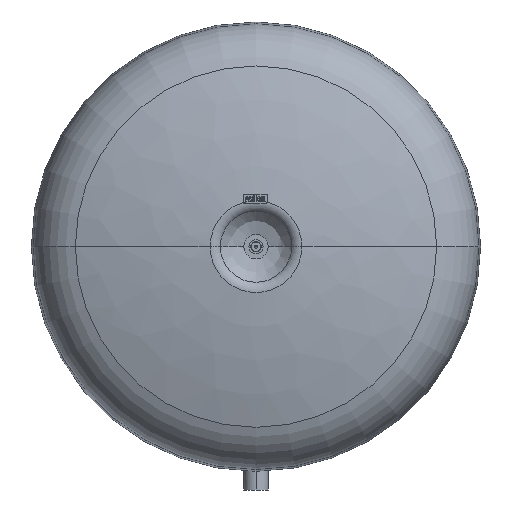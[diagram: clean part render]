
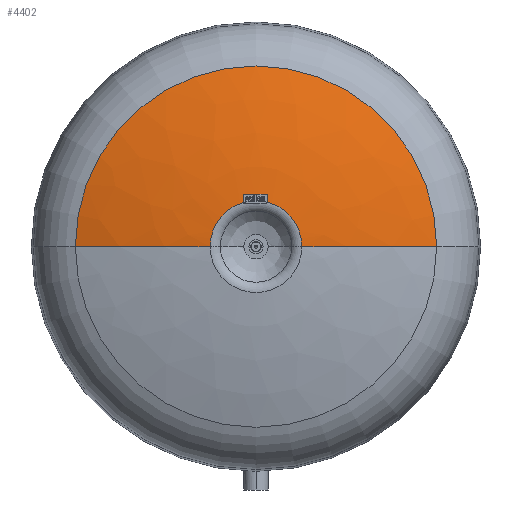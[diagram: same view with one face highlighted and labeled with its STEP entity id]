
A CAD part, front view. The second image highlights one B-rep face of the part: STEP entity #4402.
In plain terms, the highlighted free-form (B-spline) face has degree [2, 2] with [3, 9] control points.
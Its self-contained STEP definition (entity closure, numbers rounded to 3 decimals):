
#3830=CARTESIAN_POINT('',(49.,-146.,260.));
#3831=VERTEX_POINT('',#3830);
#3846=CARTESIAN_POINT('',(-49.,-146.,260.));
#3847=VERTEX_POINT('',#3846);
#3900=CARTESIAN_POINT('',(193.,-118.,260.));
#3901=VERTEX_POINT('',#3900);
#3902=CARTESIAN_POINT('',(-0.352,492.094,260.));
#3903=DIRECTION('',(0.0,0.0,1.0));
#3904=DIRECTION('',(1.0,0.0,0.0));
#3905=AXIS2_PLACEMENT_3D('',#3902,#3903,#3904);
#3906=CIRCLE('',#3905,640.0);
#3907=EDGE_CURVE('',#3831,#3901,#3906,.T.);
#3910=CARTESIAN_POINT('',(-193.,-118.,260.));
#3911=VERTEX_POINT('',#3910);
#3912=CARTESIAN_POINT('',(0.352,492.094,260.));
#3913=DIRECTION('',(0.0,0.0,-1.0));
#3914=DIRECTION('',(-1.0,0.0,0.0));
#3915=AXIS2_PLACEMENT_3D('',#3912,#3913,#3914);
#3916=CIRCLE('',#3915,640.0);
#3917=EDGE_CURVE('',#3847,#3911,#3916,.T.);
#4326=CARTESIAN_POINT('',(0.,-118.,453.));
#4327=VERTEX_POINT('',#4326);
#4328=CARTESIAN_POINT('',(0.,-118.,260.));
#4329=DIRECTION('',(0.0,-1.0,0.0));
#4330=DIRECTION('',(0.0,0.0,1.0));
#4331=AXIS2_PLACEMENT_3D('',#4328,#4329,#4330);
#4332=CIRCLE('',#4331,193.);
#4333=EDGE_CURVE('',#4327,#3911,#4332,.T.);
#4335=CARTESIAN_POINT('',(0.,-118.,260.));
#4336=DIRECTION('',(0.0,-1.0,0.0));
#4337=DIRECTION('',(0.0,0.0,1.0));
#4338=AXIS2_PLACEMENT_3D('',#4335,#4336,#4337);
#4339=CIRCLE('',#4338,193.);
#4340=EDGE_CURVE('',#3901,#4327,#4339,.T.);
#4345=CARTESIAN_POINT('',(-193.,-118.,260.));
#4346=CARTESIAN_POINT('',(-122.615,-140.306,260.));
#4347=CARTESIAN_POINT('',(-49.,-146.,260.));
#4348=CARTESIAN_POINT('',(-193.,-118.,453.));
#4349=CARTESIAN_POINT('',(-122.615,-140.306,382.615));
#4350=CARTESIAN_POINT('',(-49.,-146.,309.));
#4351=CARTESIAN_POINT('',(0.,-118.,453.));
#4352=CARTESIAN_POINT('',(0.,-140.306,382.615));
#4353=CARTESIAN_POINT('',(0.,-146.,309.));
#4354=CARTESIAN_POINT('',(193.,-118.,453.));
#4355=CARTESIAN_POINT('',(122.615,-140.306,382.615));
#4356=CARTESIAN_POINT('',(49.,-146.,309.));
#4357=CARTESIAN_POINT('',(193.,-118.,260.0));
#4358=CARTESIAN_POINT('',(122.615,-140.306,260.0));
#4359=CARTESIAN_POINT('',(49.,-146.,260.));
#4360=CARTESIAN_POINT('',(193.,-118.,67.));
#4361=CARTESIAN_POINT('',(122.615,-140.306,137.385));
#4362=CARTESIAN_POINT('',(49.,-146.,211.));
#4363=CARTESIAN_POINT('',(0.,-118.,67.));
#4364=CARTESIAN_POINT('',(0.,-140.306,137.385));
#4365=CARTESIAN_POINT('',(0.,-146.,211.));
#4366=CARTESIAN_POINT('',(-193.,-118.,67.));
#4367=CARTESIAN_POINT('',(-122.615,-140.306,137.385));
#4368=CARTESIAN_POINT('',(-49.,-146.,211.));
#4369=CARTESIAN_POINT('',(-193.,-118.,260.));
#4370=CARTESIAN_POINT('',(-122.615,-140.306,260.));
#4371=CARTESIAN_POINT('',(-49.,-146.,260.));
#4379=(BOUNDED_SURFACE()B_SPLINE_SURFACE(2,2,((#4345,#4348,#4351,#4354,#4357,#4360,#4363,#4366,#4369),(#4346,#4349,#4352,#4355,#4358,#4361,#4364,#4367,#4370),(#4347,#4350,#4353,#4356,#4359,#4362,#4365,#4368,#4371)),.UNSPECIFIED.,.F.,.T.,.U.)B_SPLINE_SURFACE_WITH_KNOTS((3,3),(3,2,2,2,3),(1.264,1.494),(0.0,1.571,3.142,4.712,6.283),.UNSPECIFIED.)GEOMETRIC_REPRESENTATION_ITEM()RATIONAL_B_SPLINE_SURFACE(((1.0,0.707,1.0,0.707,1.0,0.707,1.0,0.707,1.0),(0.993,0.702,0.993,0.702,0.993,0.702,0.993,0.702,0.993),(1.0,0.707,1.0,0.707,1.0,0.707,1.0,0.707,1.0)))REPRESENTATION_ITEM('')SURFACE());
#4380=ORIENTED_EDGE('',*,*,#3907,.T.);
#4381=ORIENTED_EDGE('',*,*,#4340,.T.);
#4382=ORIENTED_EDGE('',*,*,#4333,.T.);
#4383=ORIENTED_EDGE('',*,*,#3917,.F.);
#4384=CARTESIAN_POINT('',(0.,-146.,309.));
#4385=VERTEX_POINT('',#4384);
#4386=CARTESIAN_POINT('',(0.,-146.,260.));
#4387=DIRECTION('',(0.0,-1.0,0.0));
#4388=DIRECTION('',(0.0,0.0,1.0));
#4389=AXIS2_PLACEMENT_3D('',#4386,#4387,#4388);
#4390=CIRCLE('',#4389,49.);
#4391=EDGE_CURVE('',#4385,#3847,#4390,.T.);
#4392=ORIENTED_EDGE('',*,*,#4391,.F.);
#4393=CARTESIAN_POINT('',(0.,-146.,260.));
#4394=DIRECTION('',(0.0,-1.0,0.0));
#4395=DIRECTION('',(0.0,0.0,1.0));
#4396=AXIS2_PLACEMENT_3D('',#4393,#4394,#4395);
#4397=CIRCLE('',#4396,49.);
#4398=EDGE_CURVE('',#3831,#4385,#4397,.T.);
#4399=ORIENTED_EDGE('',*,*,#4398,.F.);
#4400=EDGE_LOOP('',(#4380,#4381,#4382,#4383,#4392,#4399));
#4401=FACE_OUTER_BOUND('',#4400,.T.);
#4402=ADVANCED_FACE('',(#4401),#4379,.T.);
